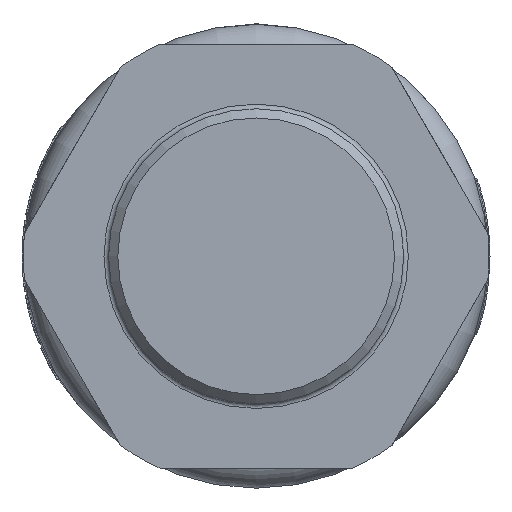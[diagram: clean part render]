
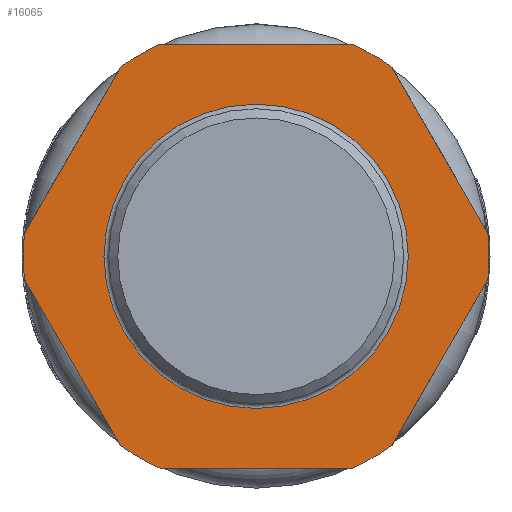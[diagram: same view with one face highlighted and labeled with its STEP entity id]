
A CAD part, left-side view. The second image highlights one B-rep face of the part: STEP entity #16065.
In plain terms, the highlighted planar face has unit normal (-1, 0, 0).
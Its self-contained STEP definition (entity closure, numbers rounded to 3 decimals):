
#514=LINE('',#22739,#1286);
#517=LINE('',#22769,#1289);
#520=LINE('',#22799,#1292);
#523=LINE('',#22829,#1295);
#526=LINE('',#22859,#1298);
#529=LINE('',#22889,#1301);
#1286=VECTOR('',#18688,10.);
#1289=VECTOR('',#18693,10.);
#1292=VECTOR('',#18698,10.);
#1295=VECTOR('',#18703,10.);
#1298=VECTOR('',#18708,10.);
#1301=VECTOR('',#18713,10.);
#2812=FACE_BOUND('',#4056,.T.);
#3125=FACE_OUTER_BOUND('',#4055,.T.);
#4055=EDGE_LOOP('',(#9968,#9969,#9970,#9971,#9972,#9973,#9974,#9975,#9976,
#9977,#9978,#9979));
#4056=EDGE_LOOP('',(#9980));
#5071=CIRCLE('',#17028,25.25);
#5072=CIRCLE('',#17030,25.25);
#5073=CIRCLE('',#17032,25.25);
#5074=CIRCLE('',#17034,25.25);
#5075=CIRCLE('',#17036,25.25);
#5076=CIRCLE('',#17038,25.25);
#5077=CIRCLE('',#17039,16.5);
#5848=VERTEX_POINT('',#22736);
#5849=VERTEX_POINT('',#22738);
#5852=VERTEX_POINT('',#22766);
#5853=VERTEX_POINT('',#22768);
#5856=VERTEX_POINT('',#22796);
#5857=VERTEX_POINT('',#22798);
#5860=VERTEX_POINT('',#22826);
#5861=VERTEX_POINT('',#22828);
#5864=VERTEX_POINT('',#22856);
#5865=VERTEX_POINT('',#22858);
#5868=VERTEX_POINT('',#22886);
#5869=VERTEX_POINT('',#22888);
#5870=VERTEX_POINT('',#22910);
#7473=EDGE_CURVE('',#5849,#5848,#514,.T.);
#7477=EDGE_CURVE('',#5853,#5852,#517,.T.);
#7481=EDGE_CURVE('',#5857,#5856,#520,.T.);
#7485=EDGE_CURVE('',#5861,#5860,#523,.T.);
#7489=EDGE_CURVE('',#5865,#5864,#526,.T.);
#7493=EDGE_CURVE('',#5869,#5868,#529,.T.);
#7501=EDGE_CURVE('',#5869,#5856,#5071,.T.);
#7502=EDGE_CURVE('',#5857,#5860,#5072,.T.);
#7503=EDGE_CURVE('',#5853,#5864,#5073,.T.);
#7504=EDGE_CURVE('',#5861,#5852,#5074,.T.);
#7505=EDGE_CURVE('',#5849,#5868,#5075,.T.);
#7506=EDGE_CURVE('',#5865,#5848,#5076,.T.);
#7507=EDGE_CURVE('',#5870,#5870,#5077,.T.);
#9968=ORIENTED_EDGE('',*,*,#7473,.T.);
#9969=ORIENTED_EDGE('',*,*,#7506,.F.);
#9970=ORIENTED_EDGE('',*,*,#7489,.T.);
#9971=ORIENTED_EDGE('',*,*,#7503,.F.);
#9972=ORIENTED_EDGE('',*,*,#7477,.T.);
#9973=ORIENTED_EDGE('',*,*,#7504,.F.);
#9974=ORIENTED_EDGE('',*,*,#7485,.T.);
#9975=ORIENTED_EDGE('',*,*,#7502,.F.);
#9976=ORIENTED_EDGE('',*,*,#7481,.T.);
#9977=ORIENTED_EDGE('',*,*,#7501,.F.);
#9978=ORIENTED_EDGE('',*,*,#7493,.T.);
#9979=ORIENTED_EDGE('',*,*,#7505,.F.);
#9980=ORIENTED_EDGE('',*,*,#7507,.T.);
#14740=PLANE('',#17037);
#16065=ADVANCED_FACE('',(#3125,#2812),#14740,.T.);
#17028=AXIS2_PLACEMENT_3D('',#22899,#18731,#18732);
#17030=AXIS2_PLACEMENT_3D('',#22901,#18735,#18736);
#17032=AXIS2_PLACEMENT_3D('',#22903,#18739,#18740);
#17034=AXIS2_PLACEMENT_3D('',#22905,#18743,#18744);
#17036=AXIS2_PLACEMENT_3D('',#22907,#18747,#18748);
#17037=AXIS2_PLACEMENT_3D('',#22908,#18749,#18750);
#17038=AXIS2_PLACEMENT_3D('',#22909,#18751,#18752);
#17039=AXIS2_PLACEMENT_3D('',#22911,#18753,#18754);
#18688=DIRECTION('',(0.,0.5,0.866));
#18693=DIRECTION('',(0.,0.5,-0.866));
#18698=DIRECTION('',(0.,-1.,0.));
#18703=DIRECTION('',(0.,-0.5,-0.866));
#18708=DIRECTION('',(0.,1.,0.));
#18713=DIRECTION('',(0.,-0.5,0.866));
#18731=DIRECTION('center_axis',(1.,0.,0.));
#18732=DIRECTION('ref_axis',(0.,-1.,0.));
#18735=DIRECTION('center_axis',(1.,0.,0.));
#18736=DIRECTION('ref_axis',(0.,-1.,0.));
#18739=DIRECTION('center_axis',(1.,0.,0.));
#18740=DIRECTION('ref_axis',(0.,-1.,0.));
#18743=DIRECTION('center_axis',(1.,0.,0.));
#18744=DIRECTION('ref_axis',(0.,-1.,0.));
#18747=DIRECTION('center_axis',(1.,0.,0.));
#18748=DIRECTION('ref_axis',(0.,-1.,0.));
#18749=DIRECTION('center_axis',(-1.,0.,0.));
#18750=DIRECTION('ref_axis',(0.,1.,0.));
#18751=DIRECTION('center_axis',(1.,0.,0.));
#18752=DIRECTION('ref_axis',(0.,-1.,0.));
#18753=DIRECTION('center_axis',(1.,0.,0.));
#18754=DIRECTION('ref_axis',(0.,-1.,0.));
#22736=CARTESIAN_POINT('',(-57.125,-14.709,20.523));
#22738=CARTESIAN_POINT('',(-57.125,-25.128,2.477));
#22739=CARTESIAN_POINT('',(-57.125,-27.99,-2.48));
#22766=CARTESIAN_POINT('',(-57.125,25.128,2.477));
#22768=CARTESIAN_POINT('',(-57.125,14.709,20.523));
#22769=CARTESIAN_POINT('',(-57.125,22.781,6.543));
#22796=CARTESIAN_POINT('',(-57.125,-10.419,-23.));
#22798=CARTESIAN_POINT('',(-57.125,10.419,-23.));
#22799=CARTESIAN_POINT('',(-57.125,5.21,-23.));
#22826=CARTESIAN_POINT('',(-57.125,14.709,-20.523));
#22828=CARTESIAN_POINT('',(-57.125,25.128,-2.477));
#22829=CARTESIAN_POINT('',(-57.125,17.057,-16.457));
#22856=CARTESIAN_POINT('',(-57.125,10.419,23.));
#22858=CARTESIAN_POINT('',(-57.125,-10.419,23.));
#22859=CARTESIAN_POINT('',(-57.125,-5.21,23.));
#22886=CARTESIAN_POINT('',(-57.125,-25.128,-2.477));
#22888=CARTESIAN_POINT('',(-57.125,-14.709,-20.523));
#22889=CARTESIAN_POINT('',(-57.125,-11.847,-25.48));
#22899=CARTESIAN_POINT('Origin',(-57.125,0.,
0.));
#22901=CARTESIAN_POINT('Origin',(-57.125,0.,
0.));
#22903=CARTESIAN_POINT('Origin',(-57.125,0.,
0.));
#22905=CARTESIAN_POINT('Origin',(-57.125,0.,
0.));
#22907=CARTESIAN_POINT('Origin',(-57.125,0.,
0.));
#22908=CARTESIAN_POINT('Origin',(-57.125,0.,
-25.25));
#22909=CARTESIAN_POINT('Origin',(-57.125,0.,
0.));
#22910=CARTESIAN_POINT('',(-57.125,0.,-16.5));
#22911=CARTESIAN_POINT('Origin',(-57.125,0.,
0.));
